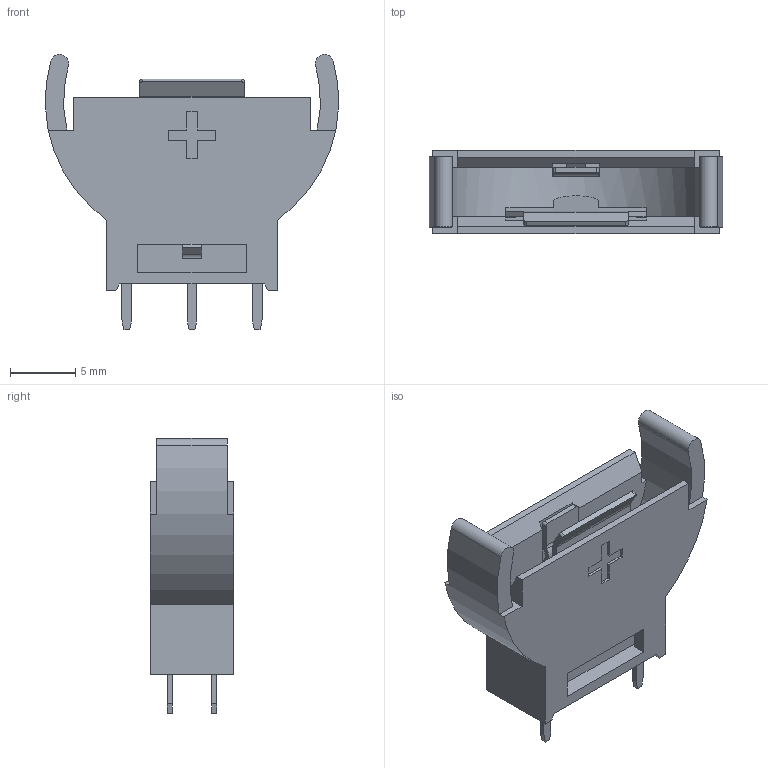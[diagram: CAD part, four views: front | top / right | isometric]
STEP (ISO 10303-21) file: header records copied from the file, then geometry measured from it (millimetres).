
FILE_DESCRIPTION( ( 'Unknown' ), '1' );
FILE_NAME( '79548211.stp', 'Unknown', ( 'Unknown' ), ( 'Unknown' ), 'PSStep 13.0', 'Unknown', ' ' );
FILE_SCHEMA( ( 'AUTOMOTIVE_DESIGN { 1 0 10303 214 1 1 1 1 }' ) );
Length unit declared in the file: millimetre
Products named in the file (4): Assem1; housing; - pin; + Pin
Bounding box: 22.48 x 6.4 x 21.1 mm (x, y, z)
Volume: 1952.2 mm3; surface area: 3850 mm2
Topology: 6 solids, 6 shells, 326 faces, 924 edges, 608 vertices
Faces by surface type: plane 272, cylinder 54
Entity records: 6616 total; most frequent: CARTESIAN_POINT 933, ORIENTED_EDGE 924, DIRECTION 862, EDGE_CURVE 462, LINE 396, VECTOR 396, VERTEX_POINT 304, AXIS2_PLACEMENT_3D 233
